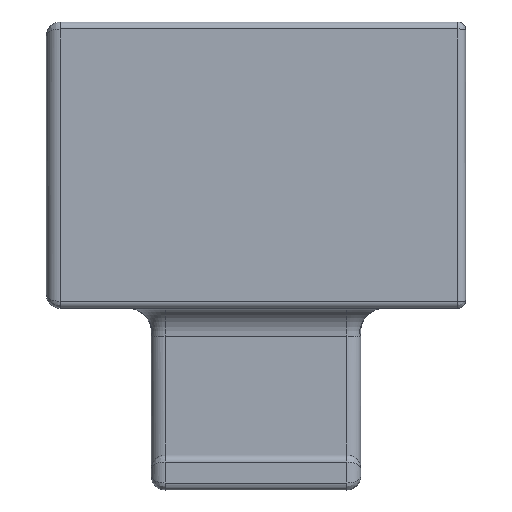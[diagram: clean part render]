
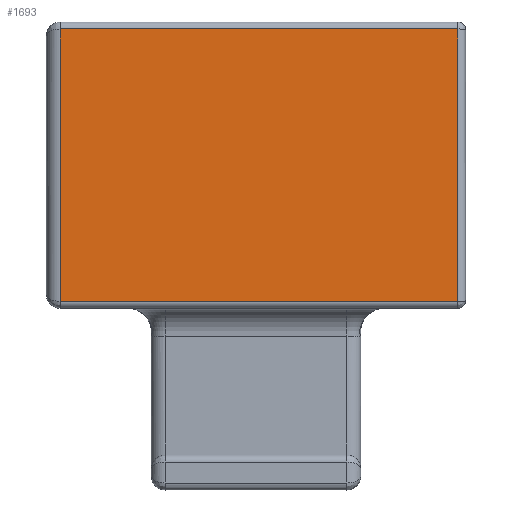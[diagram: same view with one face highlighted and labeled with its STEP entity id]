
A CAD part, front view. The second image highlights one B-rep face of the part: STEP entity #1693.
In plain terms, the highlighted planar face has unit normal (0, -1, 0).
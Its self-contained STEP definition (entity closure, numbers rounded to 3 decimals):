
#2=DIRECTION('',(0.,0.,-1.));
#3=VECTOR('',#2,78.);
#4=CARTESIAN_POINT('',(57.8,0.,39.));
#5=LINE('',#4,#3);
#6=DIRECTION('',(-1.,0.,0.));
#7=VECTOR('',#6,113.8);
#8=CARTESIAN_POINT('',(57.8,0.,-39.));
#9=LINE('',#8,#7);
#10=DIRECTION('',(0.,0.,1.));
#11=VECTOR('',#10,78.);
#12=CARTESIAN_POINT('',(-56.,0.,-39.));
#13=LINE('',#12,#11);
#14=DIRECTION('',(1.,0.,0.));
#15=VECTOR('',#14,113.8);
#16=CARTESIAN_POINT('',(-56.,0.,39.));
#17=LINE('',#16,#15);
#1474=CARTESIAN_POINT('',(-56.,0.,
-39.));
#1475=CARTESIAN_POINT('',(-56.,0.,
39.));
#1476=VERTEX_POINT('',#1474);
#1477=VERTEX_POINT('',#1475);
#1640=CARTESIAN_POINT('',(57.8,0.,39.));
#1641=CARTESIAN_POINT('',(57.8,0.,
-39.));
#1642=VERTEX_POINT('',#1640);
#1643=VERTEX_POINT('',#1641);
#1678=CARTESIAN_POINT('',(0.,0.,0.));
#1679=DIRECTION('',(0.,1.,0.));
#1680=DIRECTION('',(1.,0.,0.));
#1681=AXIS2_PLACEMENT_3D('',#1678,#1679,#1680);
#1682=PLANE('',#1681);
#1684=ORIENTED_EDGE('',*,*,#1683,.T.);
#1686=ORIENTED_EDGE('',*,*,#1685,.T.);
#1688=ORIENTED_EDGE('',*,*,#1687,.T.);
#1690=ORIENTED_EDGE('',*,*,#1689,.T.);
#1691=EDGE_LOOP('',(#1684,#1686,#1688,#1690));
#1692=FACE_OUTER_BOUND('',#1691,.F.);
#1693=ADVANCED_FACE('',(#1692),#1682,.F.);
#1683=EDGE_CURVE('',#1642,#1643,#5,.T.);
#1685=EDGE_CURVE('',#1643,#1476,#9,.T.);
#1687=EDGE_CURVE('',#1476,#1477,#13,.T.);
#1689=EDGE_CURVE('',#1477,#1642,#17,.T.);
